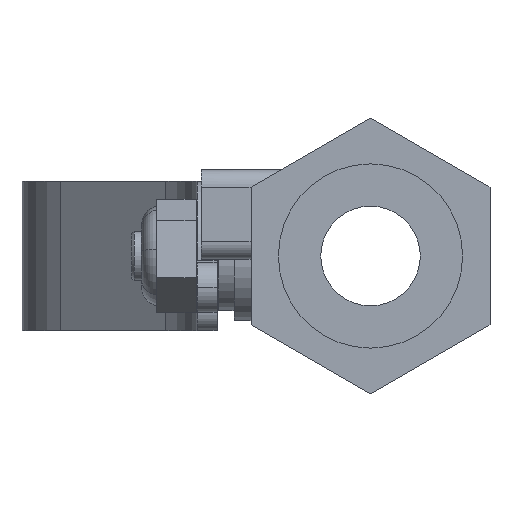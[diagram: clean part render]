
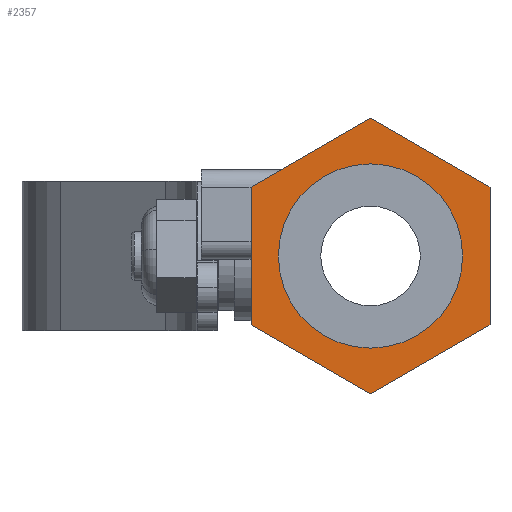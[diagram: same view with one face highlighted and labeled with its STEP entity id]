
A CAD part, left-side view. The second image highlights one B-rep face of the part: STEP entity #2357.
In plain terms, the highlighted planar face has unit normal (-1, 0, 0).
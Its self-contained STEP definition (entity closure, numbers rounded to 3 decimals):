
#4 = CARTESIAN_POINT ( 'NONE',  ( -26.5, -12., 6.928 ) ) ;
#26 = ORIENTED_EDGE ( 'NONE', *, *, #2780, .F. ) ;
#40 = VERTEX_POINT ( 'NONE', #2552 ) ;
#118 = EDGE_CURVE ( 'NONE', #40, #1755, #1467, .T. ) ;
#153 = DIRECTION ( 'NONE',  ( 1., 0., 0. ) ) ;
#178 = LINE ( 'NONE', #389, #578 ) ;
#204 = DIRECTION ( 'NONE',  ( 0., 0., 1. ) ) ;
#261 = EDGE_CURVE ( 'NONE', #2943, #1602, #1518, .T. ) ;
#327 = EDGE_CURVE ( 'NONE', #2019, #1672, #2465, .T. ) ;
#337 = VECTOR ( 'NONE', #2469, 1000. ) ;
#380 = DIRECTION ( 'NONE',  ( 0., 0.866, -0.5 ) ) ;
#389 = CARTESIAN_POINT ( 'NONE',  ( -26.5, -12., 6.928 ) ) ;
#439 = CARTESIAN_POINT ( 'NONE',  ( -26.5, 0., 0. ) ) ;
#498 = CARTESIAN_POINT ( 'NONE',  ( -26.5, 0., 0. ) ) ;
#557 = DIRECTION ( 'NONE',  ( 0., 0., -1. ) ) ;
#578 = VECTOR ( 'NONE', #1802, 1000. ) ;
#606 = FACE_OUTER_BOUND ( 'NONE', #2920, .T. ) ;
#712 = DIRECTION ( 'NONE',  ( 0., -0.866, -0.5 ) ) ;
#724 = EDGE_CURVE ( 'NONE', #1755, #2019, #178, .T. ) ;
#898 = VERTEX_POINT ( 'NONE', #1138 ) ;
#941 = ORIENTED_EDGE ( 'NONE', *, *, #261, .F. ) ;
#949 = EDGE_LOOP ( 'NONE', ( #1388, #996 ) ) ;
#996 = ORIENTED_EDGE ( 'NONE', *, *, #1526, .F. ) ;
#999 = CARTESIAN_POINT ( 'NONE',  ( -26.5, 0., 13.856 ) ) ;
#1026 = CARTESIAN_POINT ( 'NONE',  ( -26.5, 12., 6.928 ) ) ;
#1130 = CARTESIAN_POINT ( 'NONE',  ( -26.5, -12., -6.928 ) ) ;
#1138 = CARTESIAN_POINT ( 'NONE',  ( -26.5, 0., -9.25 ) ) ;
#1169 = CARTESIAN_POINT ( 'NONE',  ( -26.5, 12., 6.928 ) ) ;
#1208 = VERTEX_POINT ( 'NONE', #2683 ) ;
#1227 = CARTESIAN_POINT ( 'NONE',  ( -26.5, 0., -13.856 ) ) ;
#1229 = CARTESIAN_POINT ( 'NONE',  ( -26.5, 12., -6.928 ) ) ;
#1349 = DIRECTION ( 'NONE',  ( -1., 0., 0. ) ) ;
#1355 = EDGE_CURVE ( 'NONE', #1208, #898, #2767, .T. ) ;
#1360 = ORIENTED_EDGE ( 'NONE', *, *, #2488, .F. ) ;
#1388 = ORIENTED_EDGE ( 'NONE', *, *, #1355, .F. ) ;
#1399 = ORIENTED_EDGE ( 'NONE', *, *, #118, .F. ) ;
#1467 = LINE ( 'NONE', #999, #2328 ) ;
#1504 = CARTESIAN_POINT ( 'NONE',  ( -26.5, 12., -6.928 ) ) ;
#1518 = LINE ( 'NONE', #1504, #2871 ) ;
#1526 = EDGE_CURVE ( 'NONE', #898, #1208, #2269, .T. ) ;
#1527 = FACE_BOUND ( 'NONE', #949, .T. ) ;
#1567 = ORIENTED_EDGE ( 'NONE', *, *, #327, .F. ) ;
#1575 = DIRECTION ( 'NONE',  ( 0., -0.866, 0.5 ) ) ;
#1602 = VERTEX_POINT ( 'NONE', #1026 ) ;
#1672 = VERTEX_POINT ( 'NONE', #1227 ) ;
#1734 = LINE ( 'NONE', #2669, #337 ) ;
#1755 = VERTEX_POINT ( 'NONE', #4 ) ;
#1786 = AXIS2_PLACEMENT_3D ( 'NONE', #498, #2146, #1941 ) ;
#1802 = DIRECTION ( 'NONE',  ( 0., 0., -1. ) ) ;
#1817 = LINE ( 'NONE', #1169, #2175 ) ;
#1941 = DIRECTION ( 'NONE',  ( 0., 0., 1. ) ) ;
#2019 = VERTEX_POINT ( 'NONE', #1130 ) ;
#2087 = ORIENTED_EDGE ( 'NONE', *, *, #724, .F. ) ;
#2146 = DIRECTION ( 'NONE',  ( -1., 0., 0. ) ) ;
#2175 = VECTOR ( 'NONE', #1575, 1000. ) ;
#2269 = CIRCLE ( 'NONE', #1786, 9.25 ) ;
#2328 = VECTOR ( 'NONE', #712, 1000. ) ;
#2333 = VECTOR ( 'NONE', #380, 1000. ) ;
#2357 = ADVANCED_FACE ( 'NONE', ( #606, #1527 ), #2460, .F. ) ;
#2361 = AXIS2_PLACEMENT_3D ( 'NONE', #439, #1349, #204 ) ;
#2437 = DIRECTION ( 'NONE',  ( 0., 0., 1. ) ) ;
#2452 = CARTESIAN_POINT ( 'NONE',  ( -26.5, -12., -6.928 ) ) ;
#2460 = PLANE ( 'NONE',  #2866 ) ;
#2465 = LINE ( 'NONE', #2452, #2333 ) ;
#2469 = DIRECTION ( 'NONE',  ( 0., 0.866, 0.5 ) ) ;
#2488 = EDGE_CURVE ( 'NONE', #1672, #2943, #1734, .T. ) ;
#2552 = CARTESIAN_POINT ( 'NONE',  ( -26.5, 0., 13.856 ) ) ;
#2644 = CARTESIAN_POINT ( 'NONE',  ( -26.5, 9.25, 0. ) ) ;
#2669 = CARTESIAN_POINT ( 'NONE',  ( -26.5, 0., -13.856 ) ) ;
#2683 = CARTESIAN_POINT ( 'NONE',  ( -26.5, 0., 9.25 ) ) ;
#2767 = CIRCLE ( 'NONE', #2361, 9.25 ) ;
#2780 = EDGE_CURVE ( 'NONE', #1602, #40, #1817, .T. ) ;
#2866 = AXIS2_PLACEMENT_3D ( 'NONE', #2644, #153, #557 ) ;
#2871 = VECTOR ( 'NONE', #2437, 1000. ) ;
#2920 = EDGE_LOOP ( 'NONE', ( #941, #1360, #1567, #2087, #1399, #26 ) ) ;
#2943 = VERTEX_POINT ( 'NONE', #1229 ) ;
